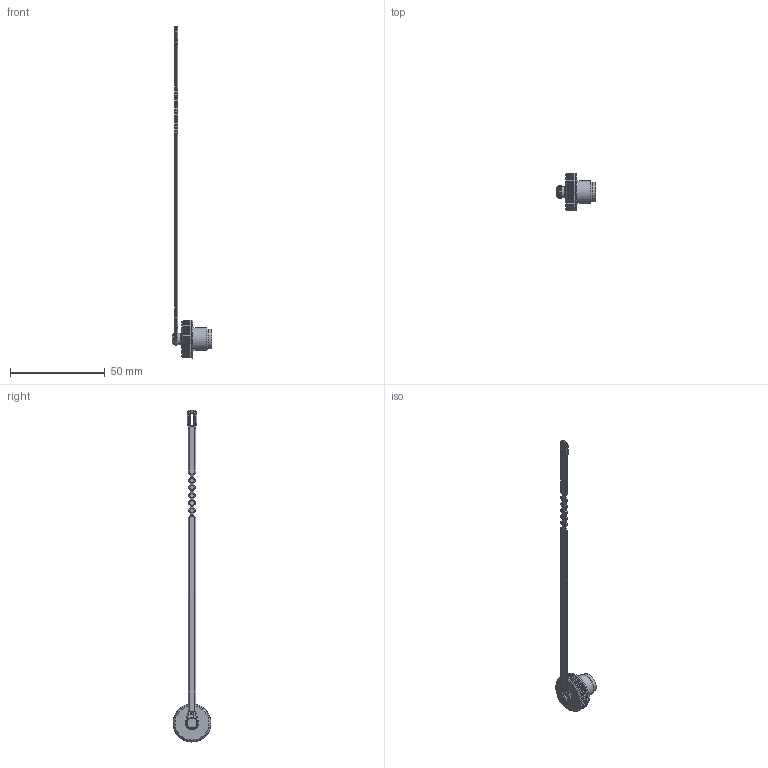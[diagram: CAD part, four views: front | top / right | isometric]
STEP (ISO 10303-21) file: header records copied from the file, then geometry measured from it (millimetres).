
FILE_DESCRIPTION(/* description */ (''),/* implementation_level */ '2;1');
FILE_NAME(/* name */ '08-2425-010-000-001_00.stp',/* time_stamp */ '2023-02-13T10:28:33+01:00',/* author */ (''),/* organization */ (''),/* preprocessor_version */ 'ST-DEVELOPER v16',/* originating_system */ 'SIEMENS PLM Software NX 11.0',/* authorisation */ '');
FILE_SCHEMA (('AUTOMOTIVE_DESIGN { 1 0 10303 214 3 1 1 1 }'));
Length unit declared in the file: millimetre
Products named in the file (1): khau3060E3860ccl
Bounding box: 21 x 20 x 175 mm (x, y, z)
Volume: 3105.9 mm3; surface area: 3472.2 mm2
Topology: 1 solids, 1 shells, 566 faces, 1377 edges, 820 vertices
Faces by surface type: plane 257, cylinder 183, torus 72, bspline 48, cone 6
Full cylindrical faces by diameter (mm): 6 x2, 8.8 x1, 10.4 x1, 12 x1, 20 x1
Entity records: 16731 total; most frequent: CARTESIAN_POINT 3584, DIRECTION 2837, ORIENTED_EDGE 2714, EDGE_CURVE 1357, AXIS2_PLACEMENT_3D 1067, VERTEX_POINT 814, LINE 703, VECTOR 703
